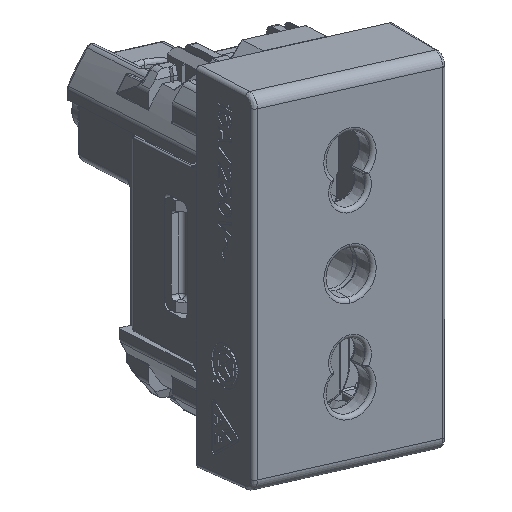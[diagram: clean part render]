
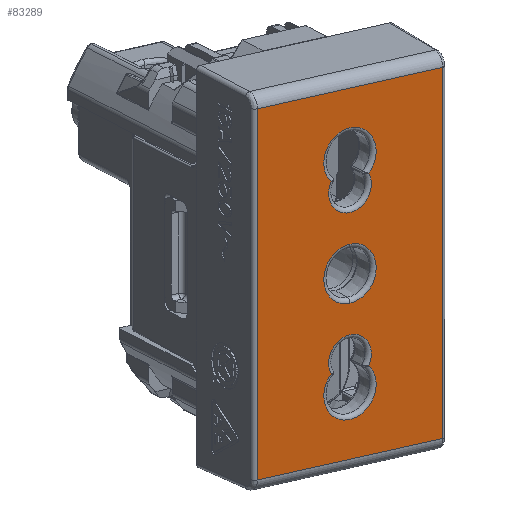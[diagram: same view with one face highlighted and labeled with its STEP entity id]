
A CAD part, top view. The second image highlights one B-rep face of the part: STEP entity #83289.
In plain terms, the highlighted face is planar.
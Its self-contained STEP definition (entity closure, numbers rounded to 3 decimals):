
#82948=CARTESIAN_POINT('Vertex',(-20.714,11.638,10.5)) ;
#82978=CARTESIAN_POINT('Vertex',(20.714,11.638,10.5)) ;
#82981=CARTESIAN_POINT('Line Origine',(0.,11.638,10.5)) ;
#83133=CARTESIAN_POINT('Vertex',(-20.714,-11.638,10.5)) ;
#83136=CARTESIAN_POINT('Line Origine',(-20.714,0.,10.5)) ;
#83212=CARTESIAN_POINT('Axis2P3D Location',(22.45,0.,10.5)) ;
#83217=CARTESIAN_POINT('Line Origine',(0.,-11.638,10.5)) ;
#83221=CARTESIAN_POINT('Vertex',(20.714,-11.638,10.5)) ;
#83224=CARTESIAN_POINT('Line Origine',(20.714,0.,10.5)) ;
#83235=CARTESIAN_POINT('Axis2P3D Location',(0.,0.,10.5)) ;
#83239=CARTESIAN_POINT('Vertex',(3.292,0.,10.5)) ;
#83241=CARTESIAN_POINT('Vertex',(-3.292,0.,10.5)) ;
#83244=CARTESIAN_POINT('Axis2P3D Location',(0.,0.,10.5)) ;
#83253=CARTESIAN_POINT('Axis2P3D Location',(-9.5,0.,10.5)) ;
#83257=CARTESIAN_POINT('Vertex',(-10.739,2.38,10.5)) ;
#83259=CARTESIAN_POINT('Vertex',(-10.739,-2.38,10.5)) ;
#83262=CARTESIAN_POINT('Axis2P3D Location',(-13.,0.,10.5)) ;
#83271=CARTESIAN_POINT('Axis2P3D Location',(9.5,0.,10.5)) ;
#83275=CARTESIAN_POINT('Vertex',(10.739,-2.38,10.5)) ;
#83277=CARTESIAN_POINT('Vertex',(10.739,2.38,10.5)) ;
#83280=CARTESIAN_POINT('Axis2P3D Location',(13.,0.,10.5)) ;
#82982=DIRECTION('Vector Direction',(-1.,0.,0.)) ;
#83137=DIRECTION('Vector Direction',(0.,-1.,0.)) ;
#83213=DIRECTION('Axis2P3D Direction',(0.,0.,-1.)) ;
#83214=DIRECTION('Axis2P3D XDirection',(-1.,0.,0.)) ;
#83218=DIRECTION('Vector Direction',(-1.,0.,0.)) ;
#83225=DIRECTION('Vector Direction',(0.,-1.,0.)) ;
#83236=DIRECTION('Axis2P3D Direction',(0.,0.,-1.)) ;
#83245=DIRECTION('Axis2P3D Direction',(0.,0.,-1.)) ;
#83254=DIRECTION('Axis2P3D Direction',(0.,0.,-1.)) ;
#83263=DIRECTION('Axis2P3D Direction',(0.,0.,-1.)) ;
#83272=DIRECTION('Axis2P3D Direction',(0.,0.,-1.)) ;
#83281=DIRECTION('Axis2P3D Direction',(0.,0.,-1.)) ;
#83215=AXIS2_PLACEMENT_3D('Plane Axis2P3D',#83212,#83213,#83214) ;
#83237=AXIS2_PLACEMENT_3D('Circle Axis2P3D',#83235,#83236,$) ;
#83246=AXIS2_PLACEMENT_3D('Circle Axis2P3D',#83244,#83245,$) ;
#83255=AXIS2_PLACEMENT_3D('Circle Axis2P3D',#83253,#83254,$) ;
#83264=AXIS2_PLACEMENT_3D('Circle Axis2P3D',#83262,#83263,$) ;
#83273=AXIS2_PLACEMENT_3D('Circle Axis2P3D',#83271,#83272,$) ;
#83282=AXIS2_PLACEMENT_3D('Circle Axis2P3D',#83280,#83281,$) ;
#83230=ORIENTED_EDGE('',*,*,#82985,.T.) ;
#83231=ORIENTED_EDGE('',*,*,#83140,.T.) ;
#83232=ORIENTED_EDGE('',*,*,#83223,.T.) ;
#83233=ORIENTED_EDGE('',*,*,#83228,.T.) ;
#83250=ORIENTED_EDGE('',*,*,#83243,.T.) ;
#83251=ORIENTED_EDGE('',*,*,#83248,.T.) ;
#83268=ORIENTED_EDGE('',*,*,#83261,.T.) ;
#83269=ORIENTED_EDGE('',*,*,#83266,.T.) ;
#83286=ORIENTED_EDGE('',*,*,#83279,.T.) ;
#83287=ORIENTED_EDGE('',*,*,#83284,.T.) ;
#83252=FACE_BOUND('',#83249,.T.) ;
#83270=FACE_BOUND('',#83267,.T.) ;
#83288=FACE_BOUND('',#83285,.T.) ;
#82983=VECTOR('Line Direction',#82982,1.) ;
#83138=VECTOR('Line Direction',#83137,1.) ;
#83219=VECTOR('Line Direction',#83218,1.) ;
#83226=VECTOR('Line Direction',#83225,1.) ;
#83289=ADVANCED_FACE('PartBody',(#83234,#83252,#83270,#83288),#83216,.F.) ;
#83238=CIRCLE('generated circle',#83237,3.292) ;
#83247=CIRCLE('generated circle',#83246,3.292) ;
#83256=CIRCLE('generated circle',#83255,2.683) ;
#83265=CIRCLE('generated circle',#83264,3.283) ;
#83274=CIRCLE('generated circle',#83273,2.683) ;
#83283=CIRCLE('generated circle',#83282,3.283) ;
#82985=EDGE_CURVE('',#82979,#82949,#82984,.T.) ;
#83140=EDGE_CURVE('',#82949,#83134,#83139,.T.) ;
#83223=EDGE_CURVE('',#83134,#83222,#83220,.F.) ;
#83228=EDGE_CURVE('',#83222,#82979,#83227,.F.) ;
#83243=EDGE_CURVE('',#83240,#83242,#83238,.T.) ;
#83248=EDGE_CURVE('',#83242,#83240,#83247,.T.) ;
#83261=EDGE_CURVE('',#83258,#83260,#83256,.T.) ;
#83266=EDGE_CURVE('',#83260,#83258,#83265,.T.) ;
#83279=EDGE_CURVE('',#83276,#83278,#83274,.T.) ;
#83284=EDGE_CURVE('',#83278,#83276,#83283,.T.) ;
#83229=EDGE_LOOP('',(#83230,#83231,#83232,#83233)) ;
#83249=EDGE_LOOP('',(#83250,#83251)) ;
#83267=EDGE_LOOP('',(#83268,#83269)) ;
#83285=EDGE_LOOP('',(#83286,#83287)) ;
#83234=FACE_OUTER_BOUND('',#83229,.T.) ;
#82984=LINE('Line',#82981,#82983) ;
#83139=LINE('Line',#83136,#83138) ;
#83220=LINE('Line',#83217,#83219) ;
#83227=LINE('Line',#83224,#83226) ;
#83216=PLANE('',#83215) ;
#82949=VERTEX_POINT('',#82948) ;
#82979=VERTEX_POINT('',#82978) ;
#83134=VERTEX_POINT('',#83133) ;
#83222=VERTEX_POINT('',#83221) ;
#83240=VERTEX_POINT('',#83239) ;
#83242=VERTEX_POINT('',#83241) ;
#83258=VERTEX_POINT('',#83257) ;
#83260=VERTEX_POINT('',#83259) ;
#83276=VERTEX_POINT('',#83275) ;
#83278=VERTEX_POINT('',#83277) ;
